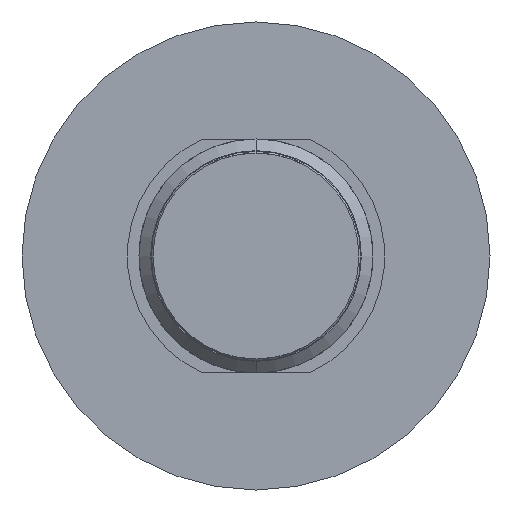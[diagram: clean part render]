
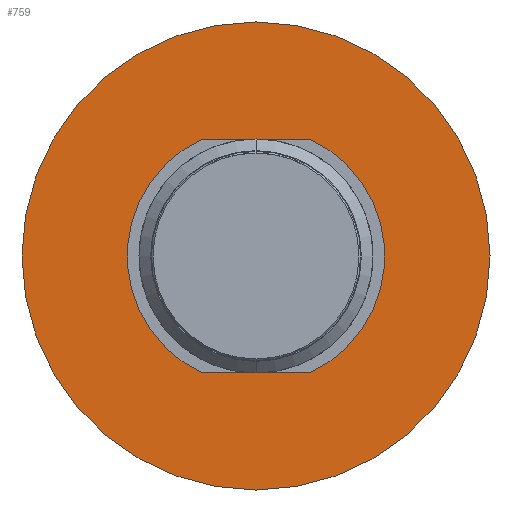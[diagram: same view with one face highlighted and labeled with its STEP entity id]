
A CAD part, front view. The second image highlights one B-rep face of the part: STEP entity #759.
In plain terms, the highlighted planar face has unit normal (0, -1, 0).
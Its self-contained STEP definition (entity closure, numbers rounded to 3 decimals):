
#35 = AXIS2_PLACEMENT_3D ( 'NONE', #4186, #1237, #1552 ) ;
#301 = CIRCLE ( 'NONE', #3973, 5. ) ;
#500 = FACE_OUTER_BOUND ( 'NONE', #3547, .T. ) ;
#684 = CARTESIAN_POINT ( 'NONE',  ( 5., 38.1, 0. ) ) ;
#759 = ADVANCED_FACE ( 'Defeature ausgef�hrt1_33', ( #500, #3605 ), #1705, .F. ) ;
#812 = DIRECTION ( 'NONE',  ( 0., 0., 1. ) ) ;
#820 = VERTEX_POINT ( 'NONE', #3655 ) ;
#1057 = VERTEX_POINT ( 'NONE', #2957 ) ;
#1088 = EDGE_LOOP ( 'NONE', ( #2017, #1921 ) ) ;
#1116 = CIRCLE ( 'NONE', #1456, 2. ) ;
#1237 = DIRECTION ( 'NONE',  ( 0., 1., 0. ) ) ;
#1397 = AXIS2_PLACEMENT_3D ( 'NONE', #3775, #4108, #1845 ) ;
#1446 = EDGE_CURVE ( 'Defeature ausgef�hrt1_32+Defeature ausgef�hrt1_33+Defeature ausgef�hrt1_33+Defeature ausgef�hrt1_33', #1057, #3956, #301, .T. ) ;
#1456 = AXIS2_PLACEMENT_3D ( 'NONE', #4198, #3856, #3232 ) ;
#1552 = DIRECTION ( 'NONE',  ( 0., 0., 1. ) ) ;
#1686 = CARTESIAN_POINT ( 'NONE',  ( 0., 38.1, 2. ) ) ;
#1705 = PLANE ( 'NONE',  #2171 ) ;
#1768 = CIRCLE ( 'NONE', #35, 5. ) ;
#1783 = CIRCLE ( 'NONE', #1397, 2. ) ;
#1845 = DIRECTION ( 'NONE',  ( 0., 0., 1. ) ) ;
#1868 = VERTEX_POINT ( 'NONE', #1686 ) ;
#1921 = ORIENTED_EDGE ( 'NONE', *, *, #2110, .T. ) ;
#2017 = ORIENTED_EDGE ( 'NONE', *, *, #3842, .T. ) ;
#2110 = EDGE_CURVE ( 'Defeature ausgef�hrt1_33+Defeature ausgef�hrt1_40+Defeature ausgef�hrt1_40+Defeature ausgef�hrt1_40', #820, #1868, #1116, .T. ) ;
#2171 = AXIS2_PLACEMENT_3D ( 'NONE', #684, #2332, #3315 ) ;
#2332 = DIRECTION ( 'NONE',  ( 0., 1., 0. ) ) ;
#2472 = CARTESIAN_POINT ( 'NONE',  ( 0., 38.1, 0. ) ) ;
#2483 = DIRECTION ( 'NONE',  ( 0., 1., 0. ) ) ;
#2713 = EDGE_CURVE ( 'Defeature ausgef�hrt1_32+Defeature ausgef�hrt1_33+Defeature ausgef�hrt1_33+Defeature ausgef�hrt1_33', #3956, #1057, #1768, .T. ) ;
#2957 = CARTESIAN_POINT ( 'NONE',  ( 0., 38.1, 5. ) ) ;
#3232 = DIRECTION ( 'NONE',  ( 0., 0., 1. ) ) ;
#3291 = CARTESIAN_POINT ( 'NONE',  ( 0., 38.1, -5. ) ) ;
#3315 = DIRECTION ( 'NONE',  ( 0., 0., 1. ) ) ;
#3411 = ORIENTED_EDGE ( 'NONE', *, *, #1446, .F. ) ;
#3547 = EDGE_LOOP ( 'NONE', ( #3411, #4143 ) ) ;
#3605 = FACE_BOUND ( 'NONE', #1088, .T. ) ;
#3655 = CARTESIAN_POINT ( 'NONE',  ( 0., 38.1, -2. ) ) ;
#3775 = CARTESIAN_POINT ( 'NONE',  ( 0., 38.1, 0. ) ) ;
#3842 = EDGE_CURVE ( 'Defeature ausgef�hrt1_33+Defeature ausgef�hrt1_40+Defeature ausgef�hrt1_40+Defeature ausgef�hrt1_40', #1868, #820, #1783, .T. ) ;
#3856 = DIRECTION ( 'NONE',  ( 0., 1., 0. ) ) ;
#3956 = VERTEX_POINT ( 'NONE', #3291 ) ;
#3973 = AXIS2_PLACEMENT_3D ( 'NONE', #2472, #2483, #812 ) ;
#4108 = DIRECTION ( 'NONE',  ( 0., 1., 0. ) ) ;
#4143 = ORIENTED_EDGE ( 'NONE', *, *, #2713, .F. ) ;
#4186 = CARTESIAN_POINT ( 'NONE',  ( 0., 38.1, 0. ) ) ;
#4198 = CARTESIAN_POINT ( 'NONE',  ( 0., 38.1, 0. ) ) ;
